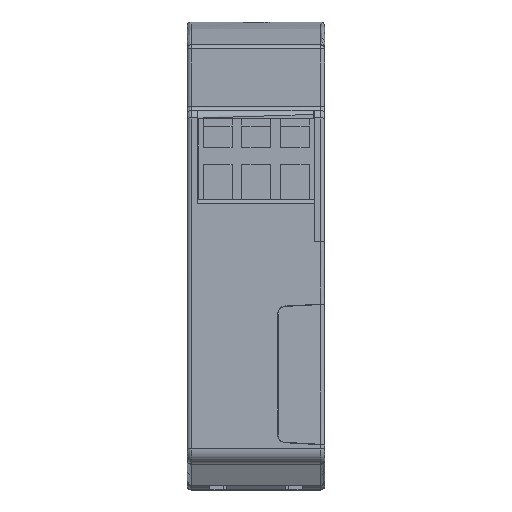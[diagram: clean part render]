
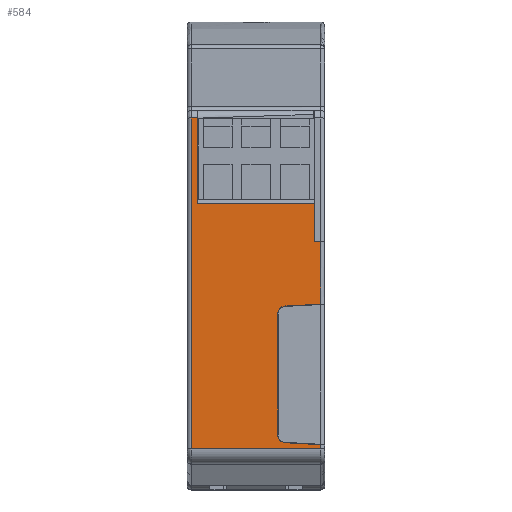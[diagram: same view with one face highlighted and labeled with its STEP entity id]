
A CAD part, top view. The second image highlights one B-rep face of the part: STEP entity #584.
In plain terms, the highlighted planar face has unit normal (0, 0, 1).
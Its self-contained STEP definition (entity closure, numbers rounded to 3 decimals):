
#584=ADVANCED_FACE('',(#1427),#13902,.T.);
#1427=FACE_OUTER_BOUND('',#2304,.T.);
#2304=EDGE_LOOP('',(#5364,#5365,#5366,#5367,#5368,#5369,#5370,#5371,#5372,
#5373,#5374,#5375,#5376,#5377));
#5364=ORIENTED_EDGE('',*,*,#8255,.F.);
#5365=ORIENTED_EDGE('',*,*,#8449,.F.);
#5366=ORIENTED_EDGE('',*,*,#8459,.F.);
#5367=ORIENTED_EDGE('',*,*,#8641,.T.);
#5368=ORIENTED_EDGE('',*,*,#8625,.F.);
#5369=ORIENTED_EDGE('',*,*,#8497,.F.);
#5370=ORIENTED_EDGE('',*,*,#8642,.T.);
#5371=ORIENTED_EDGE('',*,*,#8693,.F.);
#5372=ORIENTED_EDGE('',*,*,#8250,.F.);
#5373=ORIENTED_EDGE('',*,*,#8439,.F.);
#5374=ORIENTED_EDGE('',*,*,#8643,.F.);
#5375=ORIENTED_EDGE('',*,*,#8476,.F.);
#5376=ORIENTED_EDGE('',*,*,#8644,.T.);
#5377=ORIENTED_EDGE('',*,*,#8496,.F.);
#8250=EDGE_CURVE('',#12513,#12514,#9530,.T.);
#8255=EDGE_CURVE('',#12517,#12518,#9535,.T.);
#8439=EDGE_CURVE('',#12693,#12513,#11135,.T.);
#8449=EDGE_CURVE('',#12700,#12517,#11143,.T.);
#8459=EDGE_CURVE('',#12709,#12700,#11151,.T.);
#8476=EDGE_CURVE('',#12718,#12699,#11165,.T.);
#8496=EDGE_CURVE('',#12518,#12737,#11180,.T.);
#8497=EDGE_CURVE('',#12613,#12739,#9658,.T.);
#8625=EDGE_CURVE('',#12739,#12809,#11258,.T.);
#8641=EDGE_CURVE('',#12709,#12809,#11273,.T.);
#8642=EDGE_CURVE('',#12613,#12618,#11274,.T.);
#8643=EDGE_CURVE('',#12699,#12693,#9710,.T.);
#8644=EDGE_CURVE('',#12718,#12737,#9711,.T.);
#8693=EDGE_CURVE('',#12514,#12618,#9719,.T.);
#9530=(
BOUNDED_CURVE()
B_SPLINE_CURVE(1,(#23063,#23064),.UNSPECIFIED.,.F.,.F.)
B_SPLINE_CURVE_WITH_KNOTS((2,2),(-0.538,0.),.UNSPECIFIED.)
CURVE()
GEOMETRIC_REPRESENTATION_ITEM()
RATIONAL_B_SPLINE_CURVE((1.,1.))
REPRESENTATION_ITEM('')
);
#9535=(
BOUNDED_CURVE()
B_SPLINE_CURVE(1,(#23077,#23078),.UNSPECIFIED.,.F.,.F.)
B_SPLINE_CURVE_WITH_KNOTS((2,2),(-8.101,0.),.UNSPECIFIED.)
CURVE()
GEOMETRIC_REPRESENTATION_ITEM()
RATIONAL_B_SPLINE_CURVE((1.,1.))
REPRESENTATION_ITEM('')
);
#9658=(
BOUNDED_CURVE()
B_SPLINE_CURVE(1,(#23778,#23779),.UNSPECIFIED.,.F.,.F.)
B_SPLINE_CURVE_WITH_KNOTS((2,2),(0.,0.8),.UNSPECIFIED.)
CURVE()
GEOMETRIC_REPRESENTATION_ITEM()
RATIONAL_B_SPLINE_CURVE((1.,1.))
REPRESENTATION_ITEM('')
);
#9710=(
BOUNDED_CURVE()
B_SPLINE_CURVE(2,(#24167,#24168,#24169),.UNSPECIFIED.,.F.,.F.)
B_SPLINE_CURVE_WITH_KNOTS((3,3),(-1.518,0.),.UNSPECIFIED.)
CURVE()
GEOMETRIC_REPRESENTATION_ITEM()
RATIONAL_B_SPLINE_CURVE((1.,0.725,1.))
REPRESENTATION_ITEM('')
);
#9711=(
BOUNDED_CURVE()
B_SPLINE_CURVE(2,(#24170,#24171,#24172),.UNSPECIFIED.,.F.,.F.)
B_SPLINE_CURVE_WITH_KNOTS((3,3),(0.,1.518),.UNSPECIFIED.)
CURVE()
GEOMETRIC_REPRESENTATION_ITEM()
RATIONAL_B_SPLINE_CURVE((1.,0.725,1.))
REPRESENTATION_ITEM('')
);
#9719=(
BOUNDED_CURVE()
B_SPLINE_CURVE(1,(#24651,#24652),.UNSPECIFIED.,.F.,.F.)
B_SPLINE_CURVE_WITH_KNOTS((2,2),(-16.8,0.),.UNSPECIFIED.)
CURVE()
GEOMETRIC_REPRESENTATION_ITEM()
RATIONAL_B_SPLINE_CURVE((1.,1.))
REPRESENTATION_ITEM('')
);
#11135=B_SPLINE_CURVE_WITH_KNOTS('',1,(#23630,#23631),.UNSPECIFIED.,.F.,
 .F.,(2,2),(-4.659,0.),.UNSPECIFIED.);
#11143=B_SPLINE_CURVE_WITH_KNOTS('',1,(#23667,#23668),.UNSPECIFIED.,.F.,
 .F.,(2,2),(0.,0.8),.UNSPECIFIED.);
#11151=B_SPLINE_CURVE_WITH_KNOTS('',1,(#23693,#23694),.UNSPECIFIED.,.F.,
 .F.,(2,2),(0.,4.927),.UNSPECIFIED.);
#11165=B_SPLINE_CURVE_WITH_KNOTS('',1,(#23731,#23732),.UNSPECIFIED.,.F.,
 .F.,(2,2),(0.,15.702),.UNSPECIFIED.);
#11180=B_SPLINE_CURVE_WITH_KNOTS('',1,(#23776,#23777),.UNSPECIFIED.,.F.,
 .F.,(2,2),(-4.659,0.),.UNSPECIFIED.);
#11258=B_SPLINE_CURVE_WITH_KNOTS('',1,(#24128,#24129),.UNSPECIFIED.,.F.,
 .F.,(2,2),(0.,11.062),.UNSPECIFIED.);
#11273=B_SPLINE_CURVE_WITH_KNOTS('',1,(#24163,#24164),.UNSPECIFIED.,.F.,
 .F.,(2,2),(0.,15.2),.UNSPECIFIED.);
#11274=B_SPLINE_CURVE_WITH_KNOTS('',1,(#24165,#24166),.UNSPECIFIED.,.F.,
 .F.,(2,2),(-42.822,0.),.UNSPECIFIED.);
#12513=VERTEX_POINT('',#22437);
#12514=VERTEX_POINT('',#22438);
#12517=VERTEX_POINT('',#22441);
#12518=VERTEX_POINT('',#22442);
#12613=VERTEX_POINT('',#22537);
#12618=VERTEX_POINT('',#22542);
#12693=VERTEX_POINT('',#22617);
#12699=VERTEX_POINT('',#22623);
#12700=VERTEX_POINT('',#22624);
#12709=VERTEX_POINT('',#22633);
#12718=VERTEX_POINT('',#22642);
#12737=VERTEX_POINT('',#22661);
#12739=VERTEX_POINT('',#22663);
#12809=VERTEX_POINT('',#22733);
#13902=PLANE('',#14716);
#14716=AXIS2_PLACEMENT_3D('',#21079,#15359,$);
#15359=DIRECTION('',(0.,0.,1.));
#21079=CARTESIAN_POINT('',(-18.481,-16.357,89.8));
#22437=CARTESIAN_POINT('',(0.,-11.536,89.8));
#22438=CARTESIAN_POINT('',(0.,-12.074,89.8));
#22441=CARTESIAN_POINT('',(0.,14.752,89.8));
#22442=CARTESIAN_POINT('',(0.,6.651,89.8));
#22537=CARTESIAN_POINT('',(-16.8,30.748,89.8));
#22542=CARTESIAN_POINT('',(-16.8,-12.074,89.8));
#22617=CARTESIAN_POINT('',(-4.652,-11.292,89.8));
#22623=CARTESIAN_POINT('',(-5.6,-10.294,89.8));
#22624=CARTESIAN_POINT('',(-0.8,14.759,89.8));
#22633=CARTESIAN_POINT('',(-0.8,19.686,89.8));
#22642=CARTESIAN_POINT('',(-5.6,5.408,89.8));
#22661=CARTESIAN_POINT('',(-4.652,6.407,89.8));
#22663=CARTESIAN_POINT('',(-16.,30.748,89.8));
#22733=CARTESIAN_POINT('',(-16.,19.686,89.8));
#23063=CARTESIAN_POINT('',(0.,-11.536,89.8));
#23064=CARTESIAN_POINT('',(0.,-12.074,89.8));
#23077=CARTESIAN_POINT('',(0.,14.752,89.8));
#23078=CARTESIAN_POINT('',(0.,6.651,89.8));
#23630=CARTESIAN_POINT('',(-4.652,-11.292,89.8));
#23631=CARTESIAN_POINT('',(0.,-11.536,89.8));
#23667=CARTESIAN_POINT('',(-0.8,14.759,89.8));
#23668=CARTESIAN_POINT('',(0.,14.752,89.8));
#23693=CARTESIAN_POINT('',(-0.8,19.686,89.8));
#23694=CARTESIAN_POINT('',(-0.8,14.759,89.8));
#23731=CARTESIAN_POINT('',(-5.6,5.408,89.8));
#23732=CARTESIAN_POINT('',(-5.6,-10.294,89.8));
#23776=CARTESIAN_POINT('',(0.,6.651,89.8));
#23777=CARTESIAN_POINT('',(-4.652,6.407,89.8));
#23778=CARTESIAN_POINT('',(-16.8,30.748,89.8));
#23779=CARTESIAN_POINT('',(-16.,30.748,89.8));
#24128=CARTESIAN_POINT('',(-16.,30.748,89.8));
#24129=CARTESIAN_POINT('',(-16.,19.686,89.8));
#24163=CARTESIAN_POINT('',(-0.8,19.686,89.8));
#24164=CARTESIAN_POINT('',(-16.,19.686,89.8));
#24165=CARTESIAN_POINT('',(-16.8,30.748,89.8));
#24166=CARTESIAN_POINT('',(-16.8,-12.074,89.8));
#24167=CARTESIAN_POINT('',(-5.6,-10.294,89.8));
#24168=CARTESIAN_POINT('',(-5.6,-11.243,89.8));
#24169=CARTESIAN_POINT('',(-4.652,-11.292,89.8));
#24170=CARTESIAN_POINT('',(-5.6,5.408,89.8));
#24171=CARTESIAN_POINT('',(-5.6,6.357,89.8));
#24172=CARTESIAN_POINT('',(-4.652,6.407,89.8));
#24651=CARTESIAN_POINT('',(0.,-12.074,89.8));
#24652=CARTESIAN_POINT('',(-16.8,-12.074,89.8));
